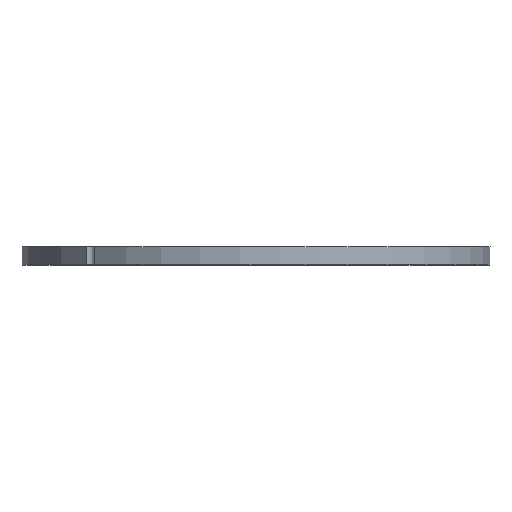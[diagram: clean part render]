
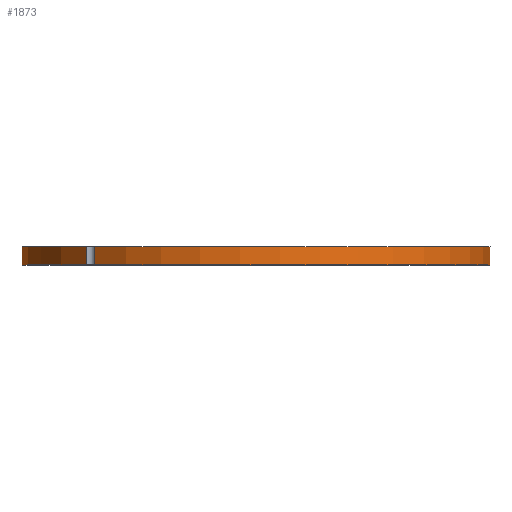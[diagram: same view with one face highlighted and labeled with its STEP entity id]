
A CAD part, top view. The second image highlights one B-rep face of the part: STEP entity #1873.
In plain terms, the highlighted cylindrical face has radius 65 mm (diameter 130 mm), a partial arc.
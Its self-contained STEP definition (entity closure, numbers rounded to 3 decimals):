
#916=CARTESIAN_POINT('',(0.,5.,0.));
#917=DIRECTION('',(0.,1.,0.));
#918=DIRECTION('',(-0.691,0.,0.723));
#919=AXIS2_PLACEMENT_3D('',#916,#917,#918);
#924=DIRECTION('',(0.,1.,0.));
#925=VECTOR('',#924,5.);
#926=CARTESIAN_POINT('',(-47.01,0.,44.889));
#927=LINE('',#926,#925);
#931=CARTESIAN_POINT('',(0.,0.,0.));
#932=DIRECTION('',(0.,-1.,0.));
#933=DIRECTION('',(-0.723,0.,0.691));
#934=AXIS2_PLACEMENT_3D('',#931,#932,#933);
#939=DIRECTION('',(0.,1.,0.));
#940=VECTOR('',#939,5.);
#941=CARTESIAN_POINT('',(-44.889,0.,47.01));
#942=LINE('',#941,#940);
#1162=CARTESIAN_POINT('',(-44.889,0.,47.01));
#1163=CARTESIAN_POINT('',(-44.889,5.,47.01));
#1164=VERTEX_POINT('',#1162);
#1165=VERTEX_POINT('',#1163);
#1166=CARTESIAN_POINT('',(-47.01,0.,44.889));
#1167=CARTESIAN_POINT('',(-47.01,5.,44.889));
#1168=VERTEX_POINT('',#1166);
#1169=VERTEX_POINT('',#1167);
#1862=CARTESIAN_POINT('',(0.,0.,0.));
#1863=DIRECTION('',(0.,1.,0.));
#1864=DIRECTION('',(1.,0.,0.));
#1865=AXIS2_PLACEMENT_3D('',#1862,#1863,#1864);
#1866=CYLINDRICAL_SURFACE('',#1865,65.);
#1867=ORIENTED_EDGE('',*,*,#1407,.T.);
#1868=ORIENTED_EDGE('',*,*,#1854,.F.);
#1869=ORIENTED_EDGE('',*,*,#1241,.T.);
#1870=ORIENTED_EDGE('',*,*,#1857,.T.);
#1871=EDGE_LOOP('',(#1867,#1868,#1869,#1870));
#1872=FACE_OUTER_BOUND('',#1871,.F.);
#920=CIRCLE('',#919,65.);
#935=CIRCLE('',#934,65.);
#1241=EDGE_CURVE('',#1168,#1164,#935,.T.);
#1407=EDGE_CURVE('',#1165,#1169,#920,.T.);
#1854=EDGE_CURVE('',#1168,#1169,#927,.T.);
#1857=EDGE_CURVE('',#1164,#1165,#942,.T.);
#1873=ADVANCED_FACE('',(#1872),#1866,.T.);
